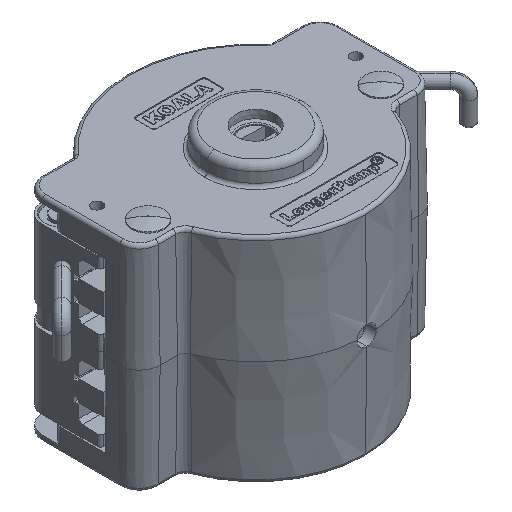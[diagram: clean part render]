
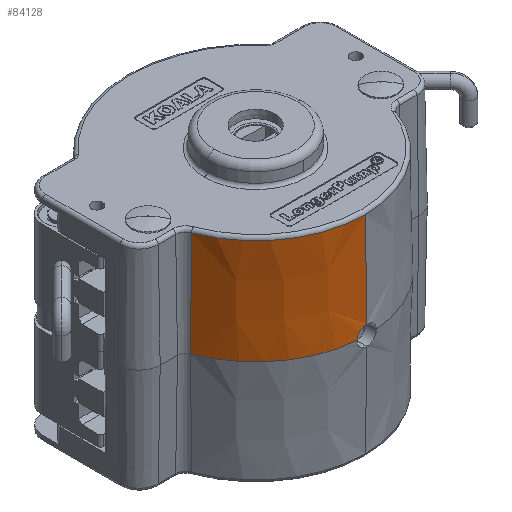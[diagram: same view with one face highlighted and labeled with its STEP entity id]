
A CAD part, isometric view. The second image highlights one B-rep face of the part: STEP entity #84128.
In plain terms, the highlighted conical face has half-angle 1 degrees and reference radius 34 mm.
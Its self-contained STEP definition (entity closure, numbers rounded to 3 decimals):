
#2217 = EDGE_CURVE ( 'NONE', #18112, #94232, #55314, .T. ) ;
#5108 = CIRCLE ( 'NONE', #81241, 34.454 ) ;
#7742 = EDGE_LOOP ( 'NONE', ( #112547, #84570, #68342, #15296, #84772 ) ) ;
#8762 = VERTEX_POINT ( 'NONE', #145032 ) ;
#10072 = CARTESIAN_POINT ( 'NONE',  ( -1.503, -34.376, 81.604 ) ) ;
#13198 = DIRECTION ( 'NONE',  ( 0., 0., -1. ) ) ;
#15296 = ORIENTED_EDGE ( 'NONE', *, *, #46919, .T. ) ;
#18112 = VERTEX_POINT ( 'NONE', #127827 ) ;
#21602 = CARTESIAN_POINT ( 'NONE',  ( -0.967, -34.391, 81.847 ) ) ;
#26360 = AXIS2_PLACEMENT_3D ( 'NONE', #130577, #61738, #142152 ) ;
#27314 = LINE ( 'NONE', #48055, #115466 ) ;
#28282 = EDGE_CURVE ( 'NONE', #8762, #85646, #27314, .T. ) ;
#32215 = CARTESIAN_POINT ( 'NONE',  ( -3., -34.323, 79. ) ) ;
#32907 = CARTESIAN_POINT ( 'NONE',  ( 0., -33.895, 111.017 ) ) ;
#33180 = CARTESIAN_POINT ( 'NONE',  ( -0.393, -34.4, 81.981 ) ) ;
#34842 = CARTESIAN_POINT ( 'NONE',  ( 0., 0., 79. ) ) ;
#35132 = CARTESIAN_POINT ( 'NONE',  ( 0., -34., 105. ) ) ;
#35810 = CARTESIAN_POINT ( 'NONE',  ( 0., 0., 105. ) ) ;
#38958 = LINE ( 'NONE', #35132, #100102 ) ;
#44213 = CARTESIAN_POINT ( 'NONE',  ( -2.847, -34.319, 79.967 ) ) ;
#44704 = CARTESIAN_POINT ( 'NONE',  ( 0., -34.401, 82. ) ) ;
#46365 = DIRECTION ( 'NONE',  ( 1., 0., 0. ) ) ;
#46919 = EDGE_CURVE ( 'NONE', #8762, #18112, #5108, .T. ) ;
#48055 = CARTESIAN_POINT ( 'NONE',  ( -31.832, -11.946, 105. ) ) ;
#54431 = FACE_OUTER_BOUND ( 'NONE', #7742, .T. ) ;
#55314 = B_SPLINE_CURVE_WITH_KNOTS ( 'NONE', 3,
 ( #32215, #101064, #101573, #113082, #44213, #124657, #55684, #136110, #67263, #147666, #78889, #10072, #90518, #21602, #102067, #33180, #113594, #44704 ),
 .UNSPECIFIED., .F., .F.,
 ( 4, 2, 2, 2, 2, 2, 2, 2, 4 ),
 ( 0.009, 0.01, 0.011, 0.011, 0.012, 0.012, 0.013, 0.013, 0.014 ),
 .UNSPECIFIED. ) ;
#55684 = CARTESIAN_POINT ( 'NONE',  ( -2.604, -34.329, 80.503 ) ) ;
#61738 = DIRECTION ( 'NONE',  ( 0., 0., -1. ) ) ;
#67263 = CARTESIAN_POINT ( 'NONE',  ( -2.26, -34.345, 80.982 ) ) ;
#67302 = EDGE_CURVE ( 'NONE', #105595, #85646, #114174, .T. ) ;
#68342 = ORIENTED_EDGE ( 'NONE', *, *, #28282, .F. ) ;
#78889 = CARTESIAN_POINT ( 'NONE',  ( -1.829, -34.364, 81.386 ) ) ;
#81241 = AXIS2_PLACEMENT_3D ( 'NONE', #34842, #115234, #46365 ) ;
#82517 = DIRECTION ( 'NONE',  ( 0., -1., 0. ) ) ;
#83302 = EDGE_CURVE ( 'NONE', #105595, #94232, #38958, .T. ) ;
#84128 = ADVANCED_FACE ( 'NONE', ( #54431 ), #101308, .T. ) ;
#84570 = ORIENTED_EDGE ( 'NONE', *, *, #67302, .T. ) ;
#84772 = ORIENTED_EDGE ( 'NONE', *, *, #2217, .T. ) ;
#85646 = VERTEX_POINT ( 'NONE', #97934 ) ;
#90518 = CARTESIAN_POINT ( 'NONE',  ( -1.331, -34.382, 81.696 ) ) ;
#92539 = AXIS2_PLACEMENT_3D ( 'NONE', #35810, #13198, #82517 ) ;
#94232 = VERTEX_POINT ( 'NONE', #123592 ) ;
#97934 = CARTESIAN_POINT ( 'NONE',  ( -31.734, -11.909, 111.017 ) ) ;
#100102 = VECTOR ( 'NONE', #114050, 1000. ) ;
#101064 = CARTESIAN_POINT ( 'NONE',  ( -3., -34.32, 79.196 ) ) ;
#101308 = CONICAL_SURFACE ( 'NONE', #92539, 34., 0.017 ) ;
#101573 = CARTESIAN_POINT ( 'NONE',  ( -2.981, -34.318, 79.391 ) ) ;
#102067 = CARTESIAN_POINT ( 'NONE',  ( -0.777, -34.395, 81.904 ) ) ;
#105595 = VERTEX_POINT ( 'NONE', #32907 ) ;
#112547 = ORIENTED_EDGE ( 'NONE', *, *, #83302, .F. ) ;
#113082 = CARTESIAN_POINT ( 'NONE',  ( -2.904, -34.318, 79.778 ) ) ;
#113594 = CARTESIAN_POINT ( 'NONE',  ( -0.198, -34.401, 82. ) ) ;
#114050 = DIRECTION ( 'NONE',  ( 0., -0.017, -1. ) ) ;
#114174 = CIRCLE ( 'NONE', #26360, 33.895 ) ;
#115234 = DIRECTION ( 'NONE',  ( 0., 0., 1. ) ) ;
#115466 = VECTOR ( 'NONE', #128927, 1000. ) ;
#123592 = CARTESIAN_POINT ( 'NONE',  ( 0., -34.401, 82. ) ) ;
#124657 = CARTESIAN_POINT ( 'NONE',  ( -2.697, -34.325, 80.328 ) ) ;
#127827 = CARTESIAN_POINT ( 'NONE',  ( -3., -34.323, 79. ) ) ;
#128927 = DIRECTION ( 'NONE',  ( 0.016, 0.006, 1. ) ) ;
#130577 = CARTESIAN_POINT ( 'NONE',  ( 0., 0., 111.017 ) ) ;
#136110 = CARTESIAN_POINT ( 'NONE',  ( -2.384, -34.339, 80.831 ) ) ;
#142152 = DIRECTION ( 'NONE',  ( 1., 0., 0. ) ) ;
#145032 = CARTESIAN_POINT ( 'NONE',  ( -32.257, -12.105, 79. ) ) ;
#147666 = CARTESIAN_POINT ( 'NONE',  ( -1.984, -34.357, 81.259 ) ) ;
